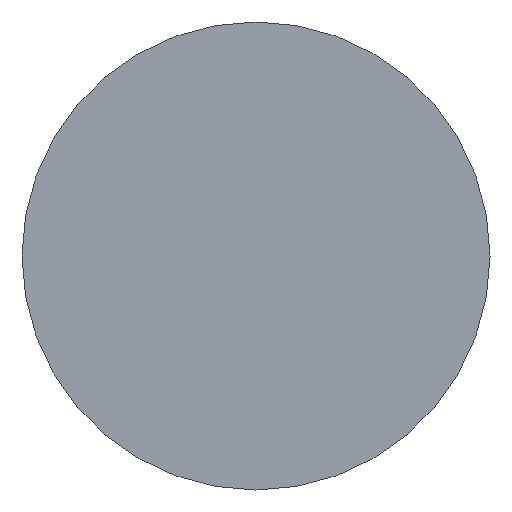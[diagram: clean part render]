
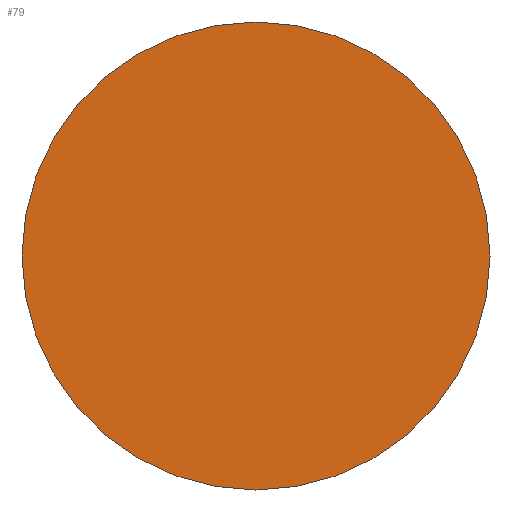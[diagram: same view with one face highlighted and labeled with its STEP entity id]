
A CAD part, front view. The second image highlights one B-rep face of the part: STEP entity #79.
In plain terms, the highlighted planar face has unit normal (0, -1, 0).
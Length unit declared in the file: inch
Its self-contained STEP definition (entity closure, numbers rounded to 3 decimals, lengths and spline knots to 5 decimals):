
#15=PLANE('',#105);
#23=FACE_OUTER_BOUND('',#27,.T.);
#27=EDGE_LOOP('',(#73,#74));
#35=CIRCLE('',#103,0.1875);
#36=CIRCLE('',#104,0.1875);
#43=VERTEX_POINT('',#176);
#44=VERTEX_POINT('',#177);
#52=EDGE_CURVE('',#43,#44,#35,.T.);
#53=EDGE_CURVE('',#44,#43,#36,.T.);
#73=ORIENTED_EDGE('',*,*,#52,.T.);
#74=ORIENTED_EDGE('',*,*,#53,.T.);
#79=ADVANCED_FACE('',(#23),#15,.T.);
#103=AXIS2_PLACEMENT_3D('',#178,#126,#127);
#104=AXIS2_PLACEMENT_3D('',#179,#128,#129);
#105=AXIS2_PLACEMENT_3D('',#181,#131,#132);
#126=DIRECTION('center_axis',(0.,-1.,0.));
#127=DIRECTION('ref_axis',(1.,0.,0.));
#128=DIRECTION('center_axis',(0.,-1.,0.));
#129=DIRECTION('ref_axis',(1.,0.,0.));
#131=DIRECTION('center_axis',(0.,-1.,0.));
#132=DIRECTION('ref_axis',(0.,0.,-1.));
#176=CARTESIAN_POINT('',(0.1875,0.,0.));
#177=CARTESIAN_POINT('',(-0.1875,0.,0.));
#178=CARTESIAN_POINT('Origin',(0.,0.,0.));
#179=CARTESIAN_POINT('Origin',(0.,0.,0.));
#181=CARTESIAN_POINT('Origin',(0.,0.,0.));
